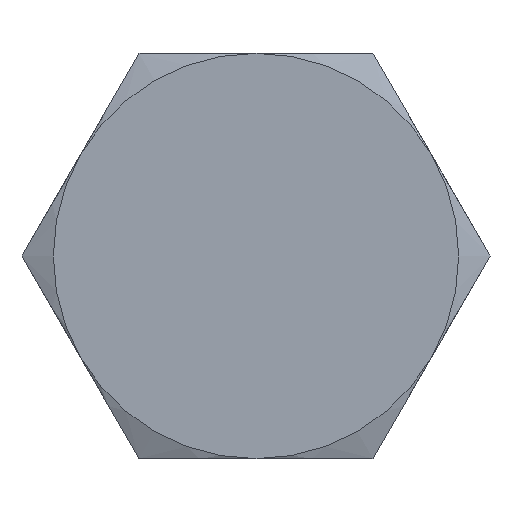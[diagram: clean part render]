
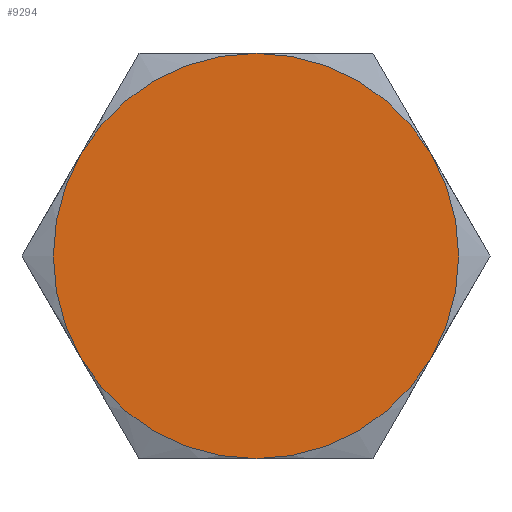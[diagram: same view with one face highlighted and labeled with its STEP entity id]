
A CAD part, left-side view. The second image highlights one B-rep face of the part: STEP entity #9294.
In plain terms, the highlighted planar face has unit normal (-1, 0, 0).
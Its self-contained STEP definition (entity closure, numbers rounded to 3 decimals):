
#124 = AXIS2_PLACEMENT_3D ( 'NONE', #11792, #9564, #12963 ) ;
#651 = EDGE_CURVE ( 'NONE', #10170, #11541, #12121, .T. ) ;
#1152 = DIRECTION ( 'NONE',  ( 1., 0., 0. ) ) ;
#1592 = DIRECTION ( 'NONE',  ( -1., 0., 0. ) ) ;
#1623 = DIRECTION ( 'NONE',  ( 1., 0., 0. ) ) ;
#1779 = CARTESIAN_POINT ( 'NONE',  ( 0., 2.304, -1.33 ) ) ;
#2031 = CIRCLE ( 'NONE', #6478, 2.66 ) ;
#2115 = CARTESIAN_POINT ( 'NONE',  ( 0., 0., 0. ) ) ;
#3137 = VERTEX_POINT ( 'NONE', #3404 ) ;
#3395 = EDGE_CURVE ( 'NONE', #11541, #4116, #4958, .T. ) ;
#3404 = CARTESIAN_POINT ( 'NONE',  ( 0., -2.304, 1.33 ) ) ;
#3739 = CIRCLE ( 'NONE', #12017, 2.66 ) ;
#3887 = ORIENTED_EDGE ( 'NONE', *, *, #651, .F. ) ;
#4116 = VERTEX_POINT ( 'NONE', #9295 ) ;
#4510 = CIRCLE ( 'NONE', #14196, 2.66 ) ;
#4540 = CARTESIAN_POINT ( 'NONE',  ( 0., -2.304, -1.33 ) ) ;
#4541 = DIRECTION ( 'NONE',  ( 1., 0., 0. ) ) ;
#4578 = EDGE_LOOP ( 'NONE', ( #3887, #9787, #11173, #7377, #12682, #7427 ) ) ;
#4958 = CIRCLE ( 'NONE', #11346, 2.66 ) ;
#5471 = DIRECTION ( 'NONE',  ( 0., 0., -1. ) ) ;
#5510 = EDGE_CURVE ( 'NONE', #10568, #4116, #9159, .T. ) ;
#6099 = DIRECTION ( 'NONE',  ( 0., 0., 1. ) ) ;
#6127 = DIRECTION ( 'NONE',  ( 0., 0., -1. ) ) ;
#6478 = AXIS2_PLACEMENT_3D ( 'NONE', #11139, #4541, #9066 ) ;
#7014 = CARTESIAN_POINT ( 'NONE',  ( 0., 0., 2.66 ) ) ;
#7377 = ORIENTED_EDGE ( 'NONE', *, *, #10148, .F. ) ;
#7427 = ORIENTED_EDGE ( 'NONE', *, *, #3395, .F. ) ;
#7492 = DIRECTION ( 'NONE',  ( 1., 0., 0. ) ) ;
#8455 = PLANE ( 'NONE',  #124 ) ;
#8514 = DIRECTION ( 'NONE',  ( 0., 0., -1. ) ) ;
#8583 = CARTESIAN_POINT ( 'NONE',  ( 0., 0., 0. ) ) ;
#9066 = DIRECTION ( 'NONE',  ( 0., 0., -1. ) ) ;
#9159 = CIRCLE ( 'NONE', #11283, 2.66 ) ;
#9294 = ADVANCED_FACE ( 'NONE', ( #9777 ), #8455, .F. ) ;
#9295 = CARTESIAN_POINT ( 'NONE',  ( 0., 2.304, 1.33 ) ) ;
#9564 = DIRECTION ( 'NONE',  ( 1., 0., 0. ) ) ;
#9777 = FACE_OUTER_BOUND ( 'NONE', #4578, .T. ) ;
#9787 = ORIENTED_EDGE ( 'NONE', *, *, #11878, .F. ) ;
#10148 = EDGE_CURVE ( 'NONE', #10568, #3137, #2031, .T. ) ;
#10170 = VERTEX_POINT ( 'NONE', #14330 ) ;
#10568 = VERTEX_POINT ( 'NONE', #7014 ) ;
#10897 = CARTESIAN_POINT ( 'NONE',  ( 0., 0., 0. ) ) ;
#11139 = CARTESIAN_POINT ( 'NONE',  ( 0., 0., 0. ) ) ;
#11173 = ORIENTED_EDGE ( 'NONE', *, *, #12595, .F. ) ;
#11283 = AXIS2_PLACEMENT_3D ( 'NONE', #11735, #1592, #6099 ) ;
#11298 = VERTEX_POINT ( 'NONE', #4540 ) ;
#11346 = AXIS2_PLACEMENT_3D ( 'NONE', #8583, #13081, #8514 ) ;
#11541 = VERTEX_POINT ( 'NONE', #1779 ) ;
#11735 = CARTESIAN_POINT ( 'NONE',  ( 0., 0., 0. ) ) ;
#11760 = CARTESIAN_POINT ( 'NONE',  ( 0., 0., 0. ) ) ;
#11792 = CARTESIAN_POINT ( 'NONE',  ( 0., -1.536, -2.66 ) ) ;
#11878 = EDGE_CURVE ( 'NONE', #11298, #10170, #3739, .T. ) ;
#12017 = AXIS2_PLACEMENT_3D ( 'NONE', #11760, #1623, #6127 ) ;
#12121 = CIRCLE ( 'NONE', #12355, 2.66 ) ;
#12355 = AXIS2_PLACEMENT_3D ( 'NONE', #10897, #7492, #5471 ) ;
#12595 = EDGE_CURVE ( 'NONE', #3137, #11298, #4510, .T. ) ;
#12682 = ORIENTED_EDGE ( 'NONE', *, *, #5510, .T. ) ;
#12963 = DIRECTION ( 'NONE',  ( 0., 0., -1. ) ) ;
#13081 = DIRECTION ( 'NONE',  ( 1., 0., 0. ) ) ;
#14196 = AXIS2_PLACEMENT_3D ( 'NONE', #2115, #1152, #14528 ) ;
#14330 = CARTESIAN_POINT ( 'NONE',  ( 0., 0., -2.66 ) ) ;
#14528 = DIRECTION ( 'NONE',  ( 0., 0., -1. ) ) ;
